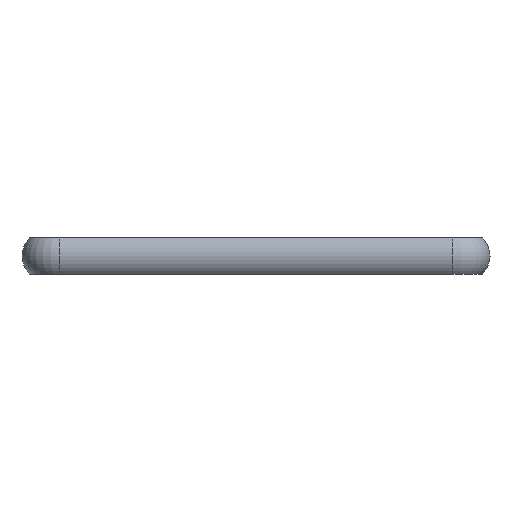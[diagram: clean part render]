
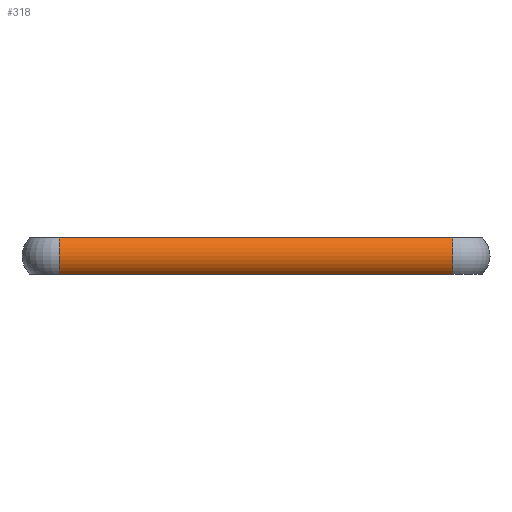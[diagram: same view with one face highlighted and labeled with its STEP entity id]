
A CAD part, left-side view. The second image highlights one B-rep face of the part: STEP entity #318.
In plain terms, the highlighted cylindrical face has radius 3.121 mm (diameter 6.243 mm), a partial arc.
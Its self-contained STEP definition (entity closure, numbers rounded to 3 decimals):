
#318=ADVANCED_FACE('',(#8273),#8275,.T.);
#8273=FACE_BOUND('',#8274,.T.);
#8274=EDGE_LOOP('',(#15798,#15799,#15800,#15801));
#8275=CYLINDRICAL_SURFACE('',#8276,3.121);
#8276=AXIS2_PLACEMENT_3D('',#8277,#8278,#8279);
#8277=CARTESIAN_POINT('',(-47.107,32.308,-0.3));
#8278=DIRECTION('',(0.,-1.,0.));
#8279=DIRECTION('',(-0.676,0.,0.737));
#15798=ORIENTED_EDGE('',*,*,#20741,.T.);
#15799=ORIENTED_EDGE('',*,*,#20742,.T.);
#15800=ORIENTED_EDGE('',*,*,#19948,.T.);
#15801=ORIENTED_EDGE('',*,*,#20740,.F.);
#19948=EDGE_CURVE('',#22464,#22462,#22465,.T.);
#20740=EDGE_CURVE('',#24024,#22462,#24026,.T.);
#20741=EDGE_CURVE('',#24024,#24027,#24028,.F.);
#20742=EDGE_CURVE('',#24027,#22464,#24029,.T.);
#22462=VERTEX_POINT('',#26664);
#22464=VERTEX_POINT('',#26669);
#22465=LINE('',#26670,#26671);
#24024=VERTEX_POINT('',#30388);
#24026=CIRCLE('',#30393,3.121);
#24027=VERTEX_POINT('',#30397);
#24028=LINE('',#30398,#30399);
#24029=CIRCLE('',#30401,3.121);
#26664=CARTESIAN_POINT('',(-49.217,-17.842,-2.6));
#26669=CARTESIAN_POINT('',(-49.217,32.308,-2.6));
#26670=CARTESIAN_POINT('',(-49.217,32.308,-2.6));
#26671=VECTOR('',#26672,1.);
#26672=DIRECTION('',(0.,-1.,0.));
#30388=CARTESIAN_POINT('',(-49.217,-17.842,2.));
#30393=AXIS2_PLACEMENT_3D('',#30394,#30395,#30396);
#30394=CARTESIAN_POINT('',(-47.107,-17.842,-0.3));
#30395=DIRECTION('',(0.,-1.,0.));
#30396=DIRECTION('',(-0.676,0.,0.737));
#30397=CARTESIAN_POINT('',(-49.217,32.308,2.));
#30398=CARTESIAN_POINT('',(-49.217,32.308,2.));
#30399=VECTOR('',#30400,1.);
#30400=DIRECTION('',(0.,-1.,0.));
#30401=AXIS2_PLACEMENT_3D('',#30402,#30403,#30404);
#30402=CARTESIAN_POINT('',(-47.107,32.308,-0.3));
#30403=DIRECTION('',(0.,-1.,0.));
#30404=DIRECTION('',(-0.676,0.,0.737));
